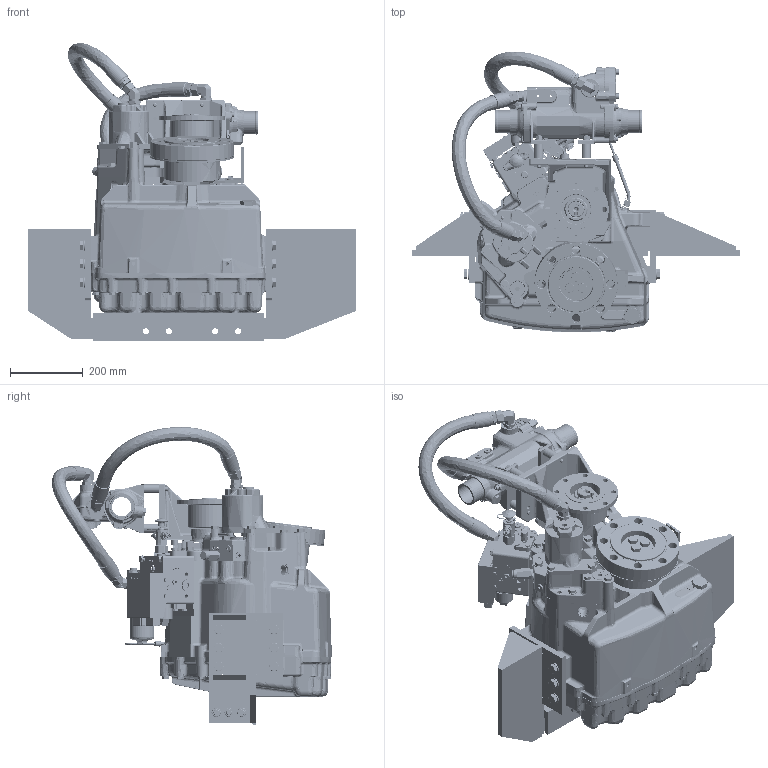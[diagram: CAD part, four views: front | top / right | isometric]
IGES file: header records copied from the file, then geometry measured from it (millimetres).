
Start section: SolidWorks IGES file using analytic representation for surfaces
Global section: file name: PX13365A.IGS; native system: SolidWorks 2015; preprocessor: SolidWorks 2015; author: denised; date: 190130.081650; units: millimetre
Bounding box: 901.7 x 771.97 x 820.65 mm (x, y, z)
Surface area: 3346951.5 mm2 (no closed solid volume)
Topology: 0 solids, 0 shells, 5138 faces, 91670 edges, 91503 vertices
Faces by surface type: bspline 3061, revolution 2077
